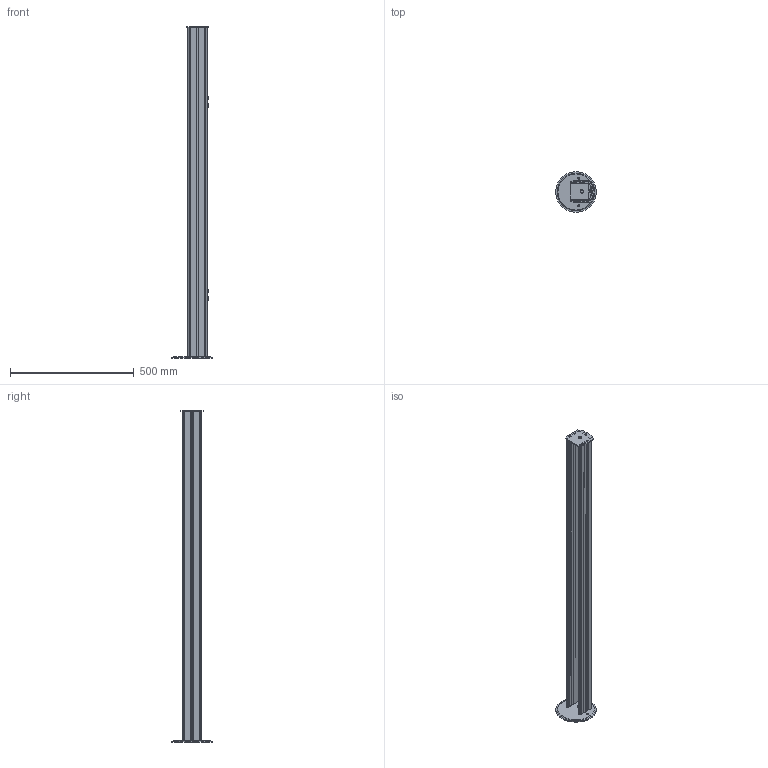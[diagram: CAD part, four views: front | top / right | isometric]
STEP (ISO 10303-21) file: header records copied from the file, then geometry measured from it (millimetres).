
FILE_DESCRIPTION (( 'STEP AP214' ), '1' );
FILE_NAME ('FMC-SGB4.STEP', '2020-08-21T16:33:14', ( '' ), ( '' ), 'SwSTEP 2.0', 'SolidWorks 2019', '' );
FILE_SCHEMA (( 'AUTOMOTIVE_DESIGN' ));
Length unit declared in the file: inch
Products named in the file (1): FMC-SGB4
Bounding box: 163.7 x 163.7 x 1341.8 mm (x, y, z)
Volume: 1392039.2 mm3; surface area: 1235499.6 mm2
Topology: 11 solids, 11 shells, 266 faces, 708 edges, 472 vertices
Faces by surface type: plane 141, cylinder 120, bspline 4, cone 1
Full cylindrical faces by diameter (mm): 3.5 x3, 4.5 x3, 5 x3, 5.769 x3, 6 x4, 8 x4, 8.5 x3, 13 x1, 14 x1, 30 x1, 163.7 x1
Entity records: 8484 total; most frequent: CARTESIAN_POINT 1539, DIRECTION 1436, ORIENTED_EDGE 1344, EDGE_CURVE 672, AXIS2_PLACEMENT_3D 505, VERTEX_POINT 468, VECTOR 426, LINE 426
